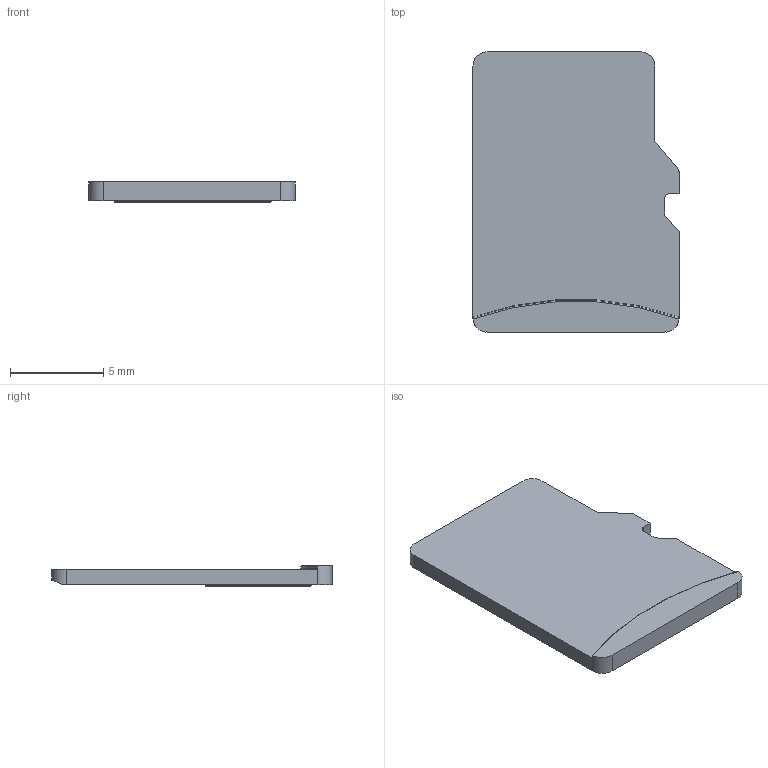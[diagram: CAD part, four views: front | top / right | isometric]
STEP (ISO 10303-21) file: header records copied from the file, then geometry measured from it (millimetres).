
FILE_DESCRIPTION(/* description */ (''),/* implementation_level */ '2;1');
FILE_NAME(/* name */ 'MicroSD-Card2.step',/* time_stamp */ '2023-04-29T18:23:47-07:00',/* author */ (''),/* organization */ (''),/* preprocessor_version */ 'ST-DEVELOPER v19.2',/* originating_system */ 'Autodesk Translation Framework v12.4.0.73',/* authorisation */ '');
FILE_SCHEMA (('AUTOMOTIVE_DESIGN { 1 0 10303 214 3 1 1 }'));
Length unit declared in the file: inch
Products named in the file (1): MicroSD-Card2
Bounding box: 11.05 x 15.03 x 1.12 mm (x, y, z)
Volume: 136.5 mm3; surface area: 363.9 mm2
Topology: 1 solids, 1 shells, 76 faces, 185 edges, 120 vertices
Faces by surface type: plane 59, cylinder 15, torus 2
Entity records: 2277 total; most frequent: CARTESIAN_POINT 409, ORIENTED_EDGE 370, DIRECTION 365, EDGE_CURVE 185, LINE 155, VECTOR 155, VERTEX_POINT 120, AXIS2_PLACEMENT_3D 105
